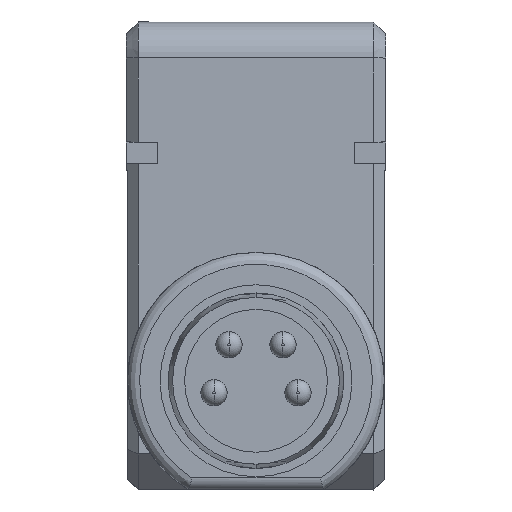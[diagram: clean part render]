
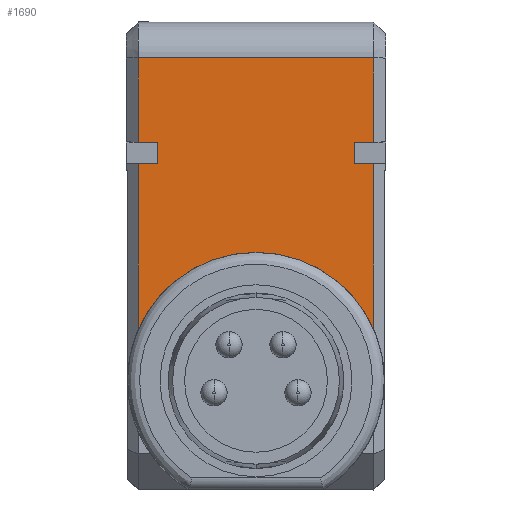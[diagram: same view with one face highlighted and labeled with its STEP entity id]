
A CAD part, front view. The second image highlights one B-rep face of the part: STEP entity #1690.
In plain terms, the highlighted planar face has unit normal (0, -1, 0).
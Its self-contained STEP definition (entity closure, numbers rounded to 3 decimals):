
#372 = CARTESIAN_POINT ( 'NONE',  ( 0., -15.75, -9.6 ) ) ;
#389 = ORIENTED_EDGE ( 'NONE', *, *, #8342, .T. ) ;
#481 = VECTOR ( 'NONE', #4358, 1000. ) ;
#486 = ORIENTED_EDGE ( 'NONE', *, *, #799, .T. ) ;
#506 = ORIENTED_EDGE ( 'NONE', *, *, #736, .T. ) ;
#614 = ORIENTED_EDGE ( 'NONE', *, *, #10731, .T. ) ;
#652 = CARTESIAN_POINT ( 'NONE',  ( 4.1, -15.75, -5. ) ) ;
#670 = AXIS2_PLACEMENT_3D ( 'NONE', #1264, #4732, #8195 ) ;
#736 = EDGE_CURVE ( 'NONE', #10829, #4270, #9078, .T. ) ;
#785 = LINE ( 'NONE', #4261, #10186 ) ;
#799 = EDGE_CURVE ( 'NONE', #3251, #3797, #1560, .T. ) ;
#819 = CARTESIAN_POINT ( 'NONE',  ( 0., -15.75, -14.95 ) ) ;
#878 = CARTESIAN_POINT ( 'NONE',  ( 0., -15.75, -5.9 ) ) ;
#1118 = VERTEX_POINT ( 'NONE', #9197 ) ;
#1134 = EDGE_CURVE ( 'NONE', #1387, #3056, #3166, .T. ) ;
#1264 = CARTESIAN_POINT ( 'NONE',  ( 0., -15.75, -14.95 ) ) ;
#1277 = CARTESIAN_POINT ( 'NONE',  ( 4.9, -15.75, -10.452 ) ) ;
#1280 = LINE ( 'NONE', #4744, #9981 ) ;
#1311 = DIRECTION ( 'NONE',  ( 0., 0., 1. ) ) ;
#1387 = VERTEX_POINT ( 'NONE', #3885 ) ;
#1463 = DIRECTION ( 'NONE',  ( 0., 0., -1. ) ) ;
#1554 = CARTESIAN_POINT ( 'NONE',  ( -4.9, -15.75, -12.802 ) ) ;
#1560 = LINE ( 'NONE', #5033, #2144 ) ;
#1621 = ORIENTED_EDGE ( 'NONE', *, *, #3159, .T. ) ;
#1690 = ADVANCED_FACE ( 'NONE', ( #3690 ), #7150, .T. ) ;
#1830 = EDGE_CURVE ( 'NONE', #7664, #5848, #10930, .T. ) ;
#1865 = ORIENTED_EDGE ( 'NONE', *, *, #5959, .T. ) ;
#2049 = VERTEX_POINT ( 'NONE', #652 ) ;
#2144 = VECTOR ( 'NONE', #8499, 1000. ) ;
#2166 = ORIENTED_EDGE ( 'NONE', *, *, #1134, .T. ) ;
#2175 = ORIENTED_EDGE ( 'NONE', *, *, #3368, .T. ) ;
#2177 = CARTESIAN_POINT ( 'NONE',  ( -4.9, -15.75, -1.5 ) ) ;
#2345 = CARTESIAN_POINT ( 'NONE',  ( 4.9, -15.75, -7.185 ) ) ;
#2535 = EDGE_CURVE ( 'NONE', #6304, #10829, #10886, .T. ) ;
#2558 = ORIENTED_EDGE ( 'NONE', *, *, #1830, .T. ) ;
#2727 = CARTESIAN_POINT ( 'NONE',  ( -4.9, -15.75, -5. ) ) ;
#2832 = DIRECTION ( 'NONE',  ( 0., -1., 0. ) ) ;
#2946 = CARTESIAN_POINT ( 'NONE',  ( 0., -15.75, -5. ) ) ;
#2948 = LINE ( 'NONE', #6414, #7779 ) ;
#3056 = VERTEX_POINT ( 'NONE', #4194 ) ;
#3126 = CARTESIAN_POINT ( 'NONE',  ( -4.9, -15.75, -7.185 ) ) ;
#3159 = EDGE_CURVE ( 'NONE', #4270, #3872, #8668, .T. ) ;
#3166 = LINE ( 'NONE', #9265, #10676 ) ;
#3251 = VERTEX_POINT ( 'NONE', #9738 ) ;
#3368 = EDGE_CURVE ( 'NONE', #3797, #6304, #7013, .T. ) ;
#3490 = CARTESIAN_POINT ( 'NONE',  ( 4.1, -15.75, -5.9 ) ) ;
#3492 = VERTEX_POINT ( 'NONE', #8579 ) ;
#3581 = VECTOR ( 'NONE', #5817, 1000. ) ;
#3690 = FACE_OUTER_BOUND ( 'NONE', #4010, .T. ) ;
#3797 = VERTEX_POINT ( 'NONE', #1554 ) ;
#3872 = VERTEX_POINT ( 'NONE', #3490 ) ;
#3885 = CARTESIAN_POINT ( 'NONE',  ( -4.1, -15.75, -5. ) ) ;
#4010 = EDGE_LOOP ( 'NONE', ( #2558, #1865, #2166, #389, #486, #2175, #8099, #506, #1621, #614, #7401, #7273, #4611 ) ) ;
#4194 = CARTESIAN_POINT ( 'NONE',  ( -4.1, -15.75, -5.9 ) ) ;
#4261 = CARTESIAN_POINT ( 'NONE',  ( 0., -15.75, -1.5 ) ) ;
#4270 = VERTEX_POINT ( 'NONE', #7680 ) ;
#4293 = DIRECTION ( 'NONE',  ( 0., 1., 0. ) ) ;
#4358 = DIRECTION ( 'NONE',  ( -1., 0., 0. ) ) ;
#4520 = AXIS2_PLACEMENT_3D ( 'NONE', #819, #4293, #7745 ) ;
#4611 = ORIENTED_EDGE ( 'NONE', *, *, #10101, .T. ) ;
#4732 = DIRECTION ( 'NONE',  ( 0., 1., 0. ) ) ;
#4742 = DIRECTION ( 'NONE',  ( 0., 0., 1. ) ) ;
#4744 = CARTESIAN_POINT ( 'NONE',  ( 0., -15.75, -5. ) ) ;
#5033 = CARTESIAN_POINT ( 'NONE',  ( -4.9, -15.75, -10.452 ) ) ;
#5034 = EDGE_CURVE ( 'NONE', #1118, #3492, #10140, .T. ) ;
#5633 = LINE ( 'NONE', #9116, #11110 ) ;
#5817 = DIRECTION ( 'NONE',  ( 0., 0., 1. ) ) ;
#5848 = VERTEX_POINT ( 'NONE', #2727 ) ;
#5959 = EDGE_CURVE ( 'NONE', #5848, #1387, #10753, .T. ) ;
#6301 = DIRECTION ( 'NONE',  ( 0., 0., -1. ) ) ;
#6304 = VERTEX_POINT ( 'NONE', #372 ) ;
#6412 = DIRECTION ( 'NONE',  ( 1., 0., 0. ) ) ;
#6414 = CARTESIAN_POINT ( 'NONE',  ( 0., -15.75, -5.9 ) ) ;
#6590 = DIRECTION ( 'NONE',  ( 0., 0., -1. ) ) ;
#6678 = VECTOR ( 'NONE', #6412, 1000. ) ;
#7013 = CIRCLE ( 'NONE', #670, 5.35 ) ;
#7150 = PLANE ( 'NONE',  #7763 ) ;
#7256 = EDGE_CURVE ( 'NONE', #2049, #1118, #1280, .T. ) ;
#7273 = ORIENTED_EDGE ( 'NONE', *, *, #5034, .T. ) ;
#7401 = ORIENTED_EDGE ( 'NONE', *, *, #7256, .T. ) ;
#7664 = VERTEX_POINT ( 'NONE', #2177 ) ;
#7680 = CARTESIAN_POINT ( 'NONE',  ( 4.9, -15.75, -5.9 ) ) ;
#7713 = DIRECTION ( 'NONE',  ( -1., 0., 0. ) ) ;
#7745 = DIRECTION ( 'NONE',  ( 0., 0., -1. ) ) ;
#7763 = AXIS2_PLACEMENT_3D ( 'NONE', #10638, #2832, #6301 ) ;
#7779 = VECTOR ( 'NONE', #9890, 1000. ) ;
#7951 = VECTOR ( 'NONE', #4742, 1000. ) ;
#8099 = ORIENTED_EDGE ( 'NONE', *, *, #2535, .T. ) ;
#8195 = DIRECTION ( 'NONE',  ( 0., 0., -1. ) ) ;
#8207 = DIRECTION ( 'NONE',  ( 1., 0., 0. ) ) ;
#8342 = EDGE_CURVE ( 'NONE', #3056, #3251, #2948, .T. ) ;
#8476 = CARTESIAN_POINT ( 'NONE',  ( 4.9, -15.75, -12.802 ) ) ;
#8499 = DIRECTION ( 'NONE',  ( 0., 0., -1. ) ) ;
#8579 = CARTESIAN_POINT ( 'NONE',  ( 4.9, -15.75, -1.5 ) ) ;
#8668 = LINE ( 'NONE', #878, #481 ) ;
#8677 = VECTOR ( 'NONE', #6590, 1000. ) ;
#9078 = LINE ( 'NONE', #1277, #7951 ) ;
#9116 = CARTESIAN_POINT ( 'NONE',  ( 4.1, -15.75, -7.185 ) ) ;
#9197 = CARTESIAN_POINT ( 'NONE',  ( 4.9, -15.75, -5. ) ) ;
#9265 = CARTESIAN_POINT ( 'NONE',  ( -4.1, -15.75, -7.185 ) ) ;
#9738 = CARTESIAN_POINT ( 'NONE',  ( -4.9, -15.75, -5.9 ) ) ;
#9890 = DIRECTION ( 'NONE',  ( -1., 0., 0. ) ) ;
#9981 = VECTOR ( 'NONE', #8207, 1000. ) ;
#10101 = EDGE_CURVE ( 'NONE', #3492, #7664, #785, .T. ) ;
#10140 = LINE ( 'NONE', #2345, #3581 ) ;
#10186 = VECTOR ( 'NONE', #7713, 1000. ) ;
#10638 = CARTESIAN_POINT ( 'NONE',  ( -4.9, -15.75, -1.5 ) ) ;
#10676 = VECTOR ( 'NONE', #1463, 1000. ) ;
#10731 = EDGE_CURVE ( 'NONE', #3872, #2049, #5633, .T. ) ;
#10753 = LINE ( 'NONE', #2946, #6678 ) ;
#10829 = VERTEX_POINT ( 'NONE', #8476 ) ;
#10886 = CIRCLE ( 'NONE', #4520, 5.35 ) ;
#10930 = LINE ( 'NONE', #3126, #8677 ) ;
#11110 = VECTOR ( 'NONE', #1311, 1000. ) ;
